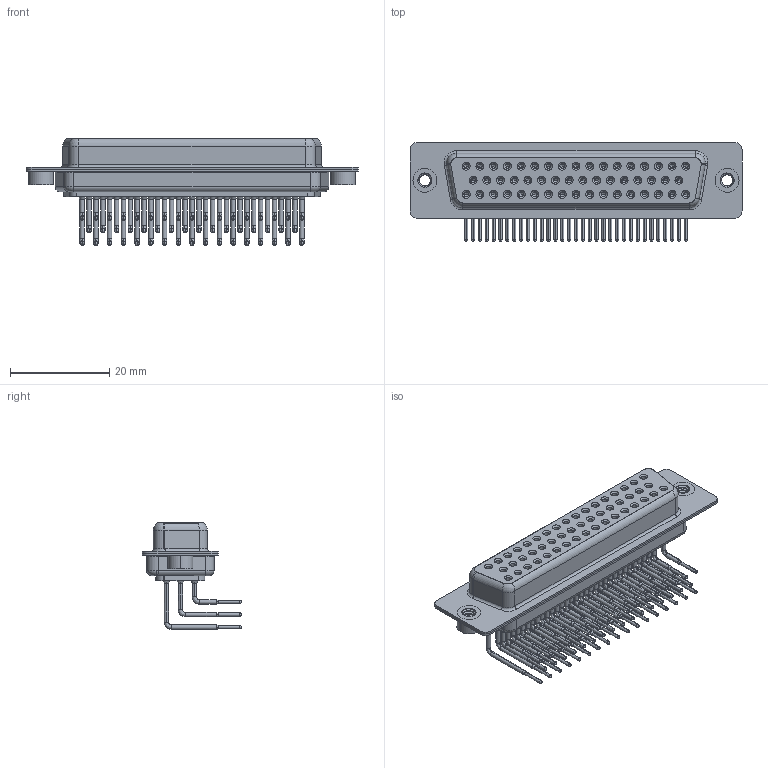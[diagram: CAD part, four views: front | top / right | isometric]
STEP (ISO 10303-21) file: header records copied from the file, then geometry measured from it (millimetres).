
FILE_DESCRIPTION (( 'STEP AP203' ), '1' );
FILE_NAME ('630-M50-640-LT2.STEP', '2018-09-26T12:33:31', ( '' ), ( '' ), 'SwSTEP 2.0', 'SolidWorks 2016', '' );
FILE_SCHEMA (( 'CONFIG_CONTROL_DESIGN' ));
Length unit declared in the file: millimetre
Products named in the file (8): 630M Housing_50 Contacts; 630M Shell Front_50 Contacts; 630M Shell Rear_50 Contacts; 630M Contact Row 1_50 Contacts; 630M Contact Row 2_50 Contacts; 630M Contact Row 3; 630M 4-40 Threaded Rivet; 630-M50-640-LT2
Assembly tree (55 placements, depth 2):
  630-M50-640-LT2
    630M Housing_50 Contacts
    630M Shell Front_50 Contacts
    630M Shell Rear_50 Contacts
    630M Contact Row 1_50 Contacts  x17
    630M Contact Row 2_50 Contacts  x16
    630M Contact Row 3  x17
    630M 4-40 Threaded Rivet  x2
Bounding box: 67 x 20 x 21.53 mm (x, y, z)
Volume: 7019.8 mm3; surface area: 16564.2 mm2
Topology: 55 solids, 55 shells, 2929 faces, 7437 edges, 4679 vertices
Faces by surface type: cylinder 1287, plane 817, cone 556, bspline 206, torus 63
Entity records: 33247 total; most frequent: CARTESIAN_POINT 6803, DIRECTION 5669, ORIENTED_EDGE 4628, AXIS2_PLACEMENT_3D 2399, EDGE_CURVE 2314, VERTEX_POINT 1477, CIRCLE 1340, EDGE_LOOP 1295
